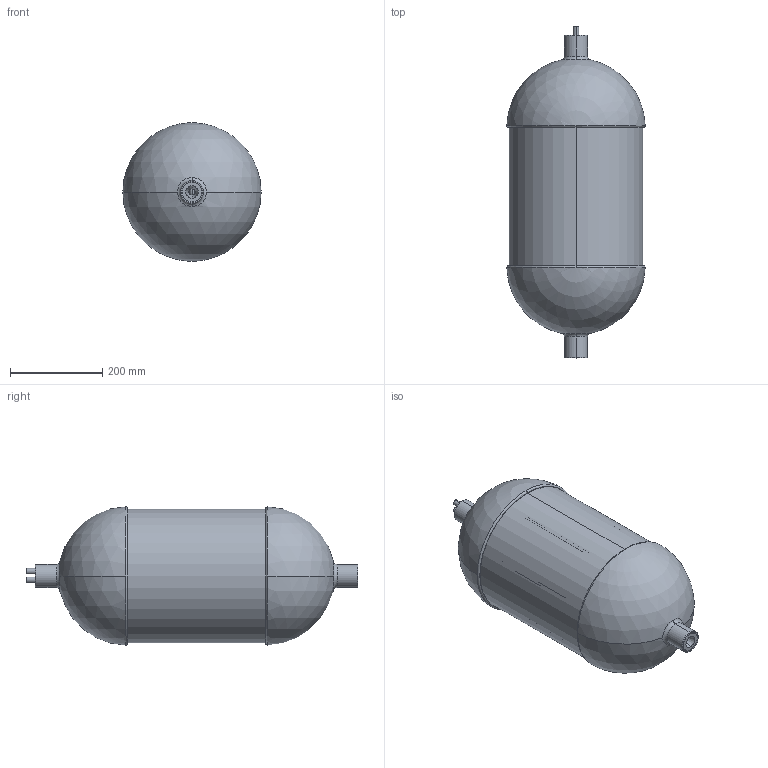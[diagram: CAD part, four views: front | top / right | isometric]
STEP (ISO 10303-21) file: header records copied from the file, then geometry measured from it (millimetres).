
FILE_DESCRIPTION (( 'STEP AP214' ), '1' );
FILE_NAME ('vicolo-di-pressione-as.STEP', '2016-04-29T11:09:22', ( 'Marcos' ), ( '' ), 'SwSTEP 2.0', 'SolidWorks 2015', '' );
FILE_SCHEMA (( 'AUTOMOTIVE_DESIGN' ));
Length unit declared in the file: millimetre
Products named in the file (18): FINS-1; v-icolo-di-pressione; vicolo-di-pressione-as; tapa; terbine-steam; glass-tube-boron-coted
Assembly tree (12 placements, depth 2):
  FINS-1
  v-icolo-di-pressione
  FINS-1
  FINS-1
  vicolo-di-pressione-as
    v-icolo-di-pressione
    FINS-1  x8
    glass-tube-boron-coted
    tapa
    terbine-steam
Bounding box: 299.89 x 720 x 299.89 mm (x, y, z)
Volume: 6018742.3 mm3; surface area: 2359195.2 mm2
Topology: 12 solids, 12 shells, 375 faces, 880 edges, 564 vertices
Faces by surface type: plane 177, cylinder 118, torus 36, cone 36, sphere 8
Entity records: 8910 total; most frequent: CARTESIAN_POINT 2747, DIRECTION 1296, ORIENTED_EDGE 1144, EDGE_CURVE 572, AXIS2_PLACEMENT_3D 513, VERTEX_POINT 368, EDGE_LOOP 282, LINE 270
